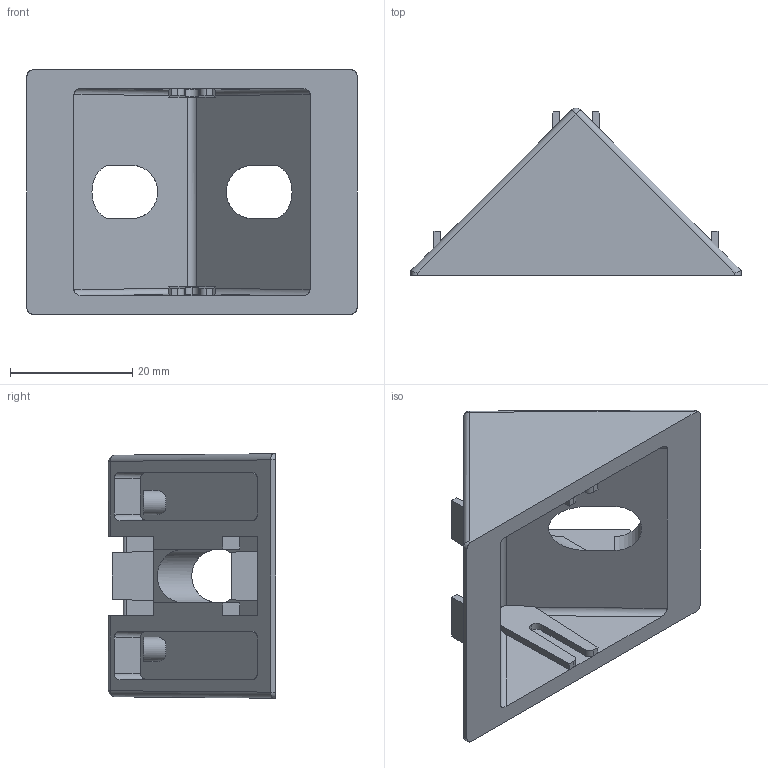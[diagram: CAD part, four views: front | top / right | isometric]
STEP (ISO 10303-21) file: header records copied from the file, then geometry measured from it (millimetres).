
FILE_DESCRIPTION (( 'STEP AP214' ), '1' );
FILE_NAME ('093w401n08r.STEP', '2014-08-20T13:22:08', ( '' ), ( '' ), 'SwSTEP 2.0', 'SolidWorks 2014', '' );
FILE_SCHEMA (( 'AUTOMOTIVE_DESIGN' ));
Length unit declared in the file: millimetre
Products named in the file (1): 093w401n08r
Bounding box: 54 x 27.41 x 40 mm (x, y, z)
Volume: 13229.3 mm3; surface area: 9491.2 mm2
Topology: 1 solids, 1 shells, 169 faces, 452 edges, 294 vertices
Faces by surface type: plane 112, cylinder 53, sphere 4
Entity records: 5194 total; most frequent: CARTESIAN_POINT 1138, ORIENTED_EDGE 896, DIRECTION 762, EDGE_CURVE 448, VECTOR 322, LINE 322, VERTEX_POINT 292, AXIS2_PLACEMENT_3D 220
